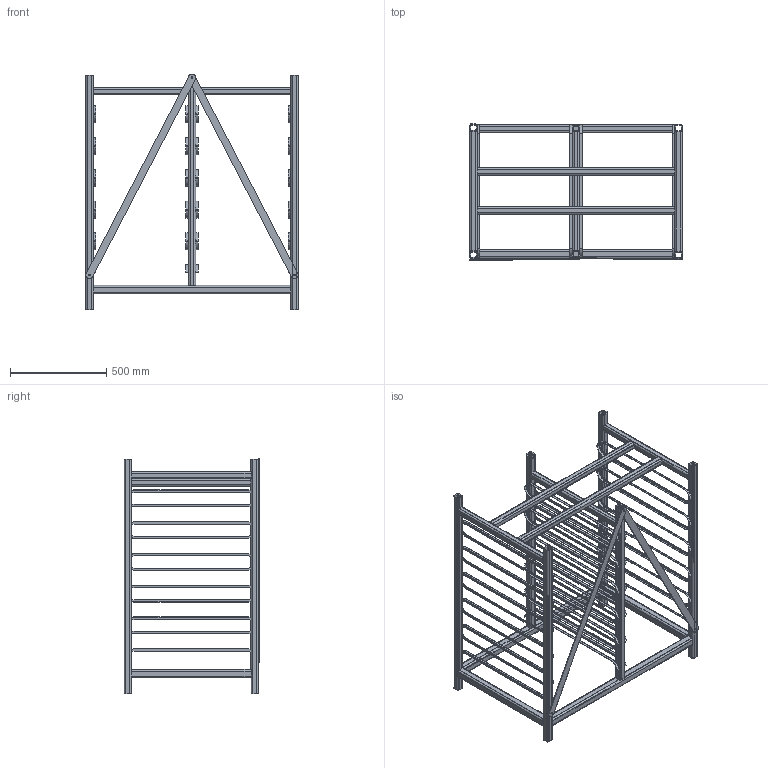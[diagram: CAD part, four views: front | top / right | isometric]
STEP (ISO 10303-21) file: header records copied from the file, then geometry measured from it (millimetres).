
FILE_DESCRIPTION(('FreeCAD Model'),'2;1');
FILE_NAME('rack_type_1.step','2020-11-04T11:23:55',('Author'),(''), 'Open CASCADE STEP processor 7.3','FreeCAD','Unknown');
FILE_SCHEMA(('AUTOMOTIVE_DESIGN { 1 0 10303 214 1 1 1 1 }'));
Length unit declared in the file: millimetre
Products named in the file (27): BAY_20_RACK_&_TOTES_ASM; Bay_20_RACK; Frame_1589907407544; AISC_(1_1_2x1_1_2x3_16)_1589907410168; AISC_(1_1_2x1_1_2x3_16)_1589907410247; AISC_(1_1_2x1_1_2x3_16)_1589907410315; AISC_(1_1_2x1_1_2x3_16)_1589907410378; AISC_(1_1_2x1_1_2x3_16)_1589907410442; AISC_(1_1_2x1_1_2x3_16)_1589907410505; AISC_(1_1_2x1_1_2x3_16)_1589907410568; AISC_(1_1_2x1_1_2x3_16)_1589907410641; AISC_(1_1_2x1_1_2x3_16)_1589907410709; AISC_(1_1_2x1_1_2x3_16)_1589907432831; AISC_(1_1_2x1_1_2x3_16)_1589907432901; AISC_(1_3_4x1_3_4x3_16)_1589907483457; AISC_(1_3_4x1_3_4x3_16)_1589907483518; AISC_(1_3_4x1_3_4x3_16)_1589907483578; AISC_(1_3_4x1_3_4x3_16)_1589907483638; lock_bar004; rail_guides008; rail_guides_-_single; rail_guides_MIR008; rail_guides_-_single_MIR; rail_guides_MIR013; rail_guides_-_single_MIR1; rail_guides_MIR_MIR008; rail_guides_-_single_MIR_MIR
Assembly tree (43 placements, depth 4):
  BAY_20_RACK_&_TOTES_ASM
    Bay_20_RACK
      Frame_1589907407544
        AISC_(1_1_2x1_1_2x3_16)_1589907410168
        AISC_(1_1_2x1_1_2x3_16)_1589907410247
        AISC_(1_1_2x1_1_2x3_16)_1589907410315
        AISC_(1_1_2x1_1_2x3_16)_1589907410378
        AISC_(1_1_2x1_1_2x3_16)_1589907410442
        AISC_(1_1_2x1_1_2x3_16)_1589907410505
        AISC_(1_1_2x1_1_2x3_16)_1589907410568
        AISC_(1_1_2x1_1_2x3_16)_1589907410641
        AISC_(1_1_2x1_1_2x3_16)_1589907410709
        AISC_(1_1_2x1_1_2x3_16)_1589907432831
        AISC_(1_1_2x1_1_2x3_16)_1589907432901
        AISC_(1_3_4x1_3_4x3_16)_1589907483457
        AISC_(1_3_4x1_3_4x3_16)_1589907483518
        AISC_(1_3_4x1_3_4x3_16)_1589907483578
        AISC_(1_3_4x1_3_4x3_16)_1589907483638
      lock_bar004  x2
      rail_guides008  x5
      rail_guides_-_single
      rail_guides_MIR008  x5
      rail_guides_-_single_MIR
      rail_guides_MIR013  x5
      rail_guides_-_single_MIR1
      rail_guides_MIR_MIR008  x5
      rail_guides_-_single_MIR_MIR
Bounding box: 1106.17 x 706.75 x 1225.53 mm (x, y, z)
Volume: 10254480.9 mm3; surface area: 5451361.2 mm2
Topology: 41 solids, 41 shells, 868 faces, 2366 edges, 1580 vertices
Faces by surface type: plane 470, cylinder 398
Full cylindrical faces by diameter (mm): 9.525 x8, 10.084 x2
Entity records: 31923 total; most frequent: CARTESIAN_POINT 6230, DIRECTION 4741, LINE 2762, VECTOR 2762, ORIENTED_EDGE 2388, PCURVE 2388, DEFINITIONAL_REPRESENTATION 2388, EDGE_CURVE 1194
